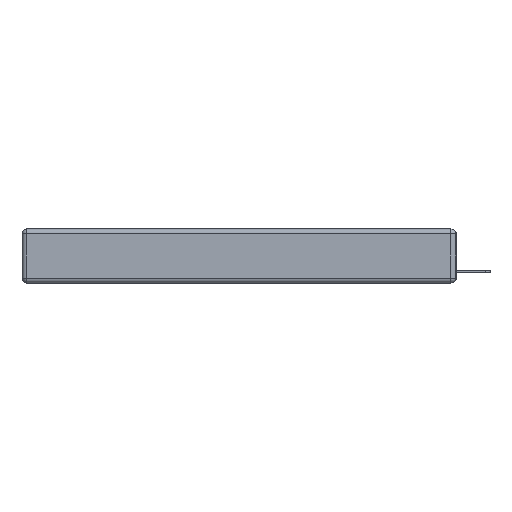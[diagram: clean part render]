
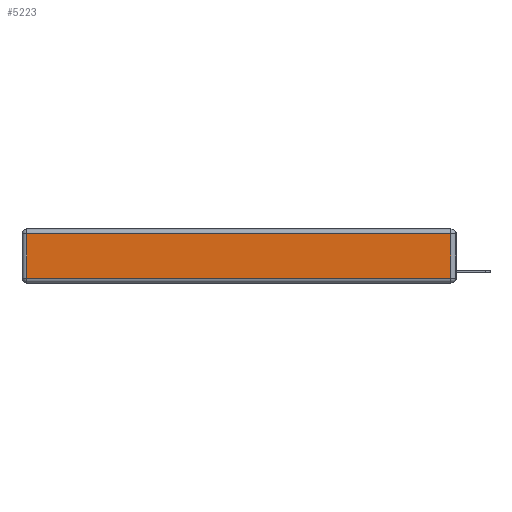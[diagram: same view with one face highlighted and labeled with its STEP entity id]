
A CAD part, left-side view. The second image highlights one B-rep face of the part: STEP entity #5223.
In plain terms, the highlighted planar face has unit normal (-1, 0, 0).
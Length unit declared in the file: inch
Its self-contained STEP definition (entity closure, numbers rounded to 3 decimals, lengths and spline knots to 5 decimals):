
#273 = PLANE ( 'NONE',  #8772 ) ;
#843 = ORIENTED_EDGE ( 'NONE', *, *, #2496, .T. ) ;
#1114 = ORIENTED_EDGE ( 'NONE', *, *, #7864, .T. ) ;
#1294 = CARTESIAN_POINT ( 'NONE',  ( 0., 0., -0.313 ) ) ;
#1426 = CARTESIAN_POINT ( 'NONE',  ( 0., 2.75, -0.03 ) ) ;
#1460 = FACE_OUTER_BOUND ( 'NONE', #10272, .T. ) ;
#2496 = EDGE_CURVE ( 'NONE', #12398, #7667, #7118, .T. ) ;
#2686 = DIRECTION ( 'NONE',  ( 0., -1., 0. ) ) ;
#3171 = EDGE_CURVE ( 'NONE', #7667, #3342, #14086, .T. ) ;
#3216 = DIRECTION ( 'NONE',  ( 0., 0., 1. ) ) ;
#3342 = VERTEX_POINT ( 'NONE', #4264 ) ;
#3898 = CARTESIAN_POINT ( 'NONE',  ( 0., 0., -0.343 ) ) ;
#4218 = DIRECTION ( 'NONE',  ( 0., 1., 0. ) ) ;
#4264 = CARTESIAN_POINT ( 'NONE',  ( 0., 0.03, -0.03 ) ) ;
#4346 = VECTOR ( 'NONE', #4218, 39.37008 ) ;
#5223 = ADVANCED_FACE ( 'NONE', ( #1460 ), #273, .T. ) ;
#5367 = DIRECTION ( 'NONE',  ( 0., 0., 1. ) ) ;
#6461 = VECTOR ( 'NONE', #3216, 39.37008 ) ;
#6639 = LINE ( 'NONE', #16038, #13425 ) ;
#6780 = CARTESIAN_POINT ( 'NONE',  ( 0., 0.03, -0.313 ) ) ;
#7118 = LINE ( 'NONE', #1294, #9855 ) ;
#7667 = VERTEX_POINT ( 'NONE', #6780 ) ;
#7864 = EDGE_CURVE ( 'NONE', #3342, #15743, #15803, .T. ) ;
#8772 = AXIS2_PLACEMENT_3D ( 'NONE', #3898, #10646, #5367 ) ;
#8877 = CARTESIAN_POINT ( 'NONE',  ( 0., 2.72, -0.313 ) ) ;
#9047 = EDGE_CURVE ( 'NONE', #15743, #12398, #6639, .T. ) ;
#9277 = DIRECTION ( 'NONE',  ( 0., 0., -1. ) ) ;
#9855 = VECTOR ( 'NONE', #2686, 39.37008 ) ;
#10060 = CARTESIAN_POINT ( 'NONE',  ( 0., 2.72, -0.03 ) ) ;
#10272 = EDGE_LOOP ( 'NONE', ( #843, #15735, #1114, #15245 ) ) ;
#10646 = DIRECTION ( 'NONE',  ( -1., 0., 0. ) ) ;
#12398 = VERTEX_POINT ( 'NONE', #8877 ) ;
#13425 = VECTOR ( 'NONE', #9277, 39.37008 ) ;
#14086 = LINE ( 'NONE', #14178, #6461 ) ;
#14178 = CARTESIAN_POINT ( 'NONE',  ( 0., 0.03, -0.343 ) ) ;
#15245 = ORIENTED_EDGE ( 'NONE', *, *, #9047, .T. ) ;
#15735 = ORIENTED_EDGE ( 'NONE', *, *, #3171, .T. ) ;
#15743 = VERTEX_POINT ( 'NONE', #10060 ) ;
#15803 = LINE ( 'NONE', #1426, #4346 ) ;
#16038 = CARTESIAN_POINT ( 'NONE',  ( 0., 2.72, -0.343 ) ) ;
